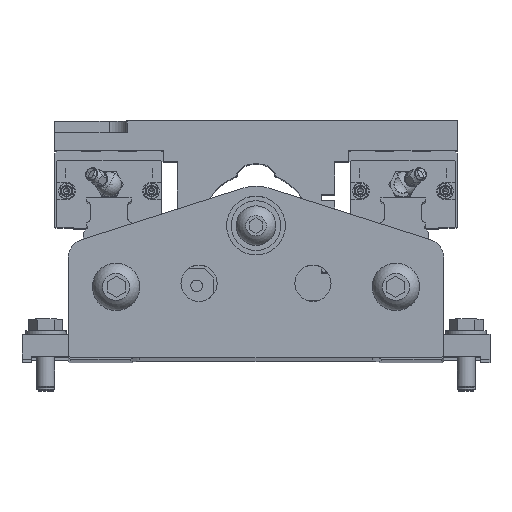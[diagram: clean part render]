
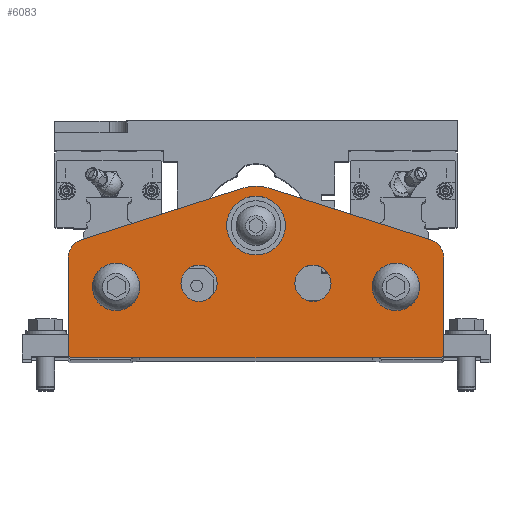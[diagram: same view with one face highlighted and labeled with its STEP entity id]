
A CAD part, top view. The second image highlights one B-rep face of the part: STEP entity #6083.
In plain terms, the highlighted planar face has unit normal (0, 0, 1).
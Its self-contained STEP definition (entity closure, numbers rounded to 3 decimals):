
#6083 = ADVANCED_FACE( '', ( #13088, #13089, #13090, #13091, #13092, #13093 ), #13094, .F. );
#13088 = FACE_BOUND( '', #20912, .T. );
#13089 = FACE_BOUND( '', #20913, .T. );
#13090 = FACE_BOUND( '', #20914, .T. );
#13091 = FACE_BOUND( '', #20915, .T. );
#13092 = FACE_OUTER_BOUND( '', #20916, .T. );
#13093 = FACE_BOUND( '', #20917, .T. );
#13094 = PLANE( '', #20918 );
#20912 = EDGE_LOOP( '', ( #38656 ) );
#20913 = EDGE_LOOP( '', ( #38657 ) );
#20914 = EDGE_LOOP( '', ( #38658 ) );
#20915 = EDGE_LOOP( '', ( #38659 ) );
#20916 = EDGE_LOOP( '', ( #38660, #38661, #38662, #38663, #38664, #38665, #38666, #38667, #38668, #38669 ) );
#20917 = EDGE_LOOP( '', ( #38670 ) );
#20918 = AXIS2_PLACEMENT_3D( '', #38671, #38672, #38673 );
#38656 = ORIENTED_EDGE( '', *, *, #50420, .F. );
#38657 = ORIENTED_EDGE( '', *, *, #51123, .T. );
#38658 = ORIENTED_EDGE( '', *, *, #45868, .F. );
#38659 = ORIENTED_EDGE( '', *, *, #48645, .T. );
#38660 = ORIENTED_EDGE( '', *, *, #49915, .F. );
#38661 = ORIENTED_EDGE( '', *, *, #49669, .T. );
#38662 = ORIENTED_EDGE( '', *, *, #49262, .F. );
#38663 = ORIENTED_EDGE( '', *, *, #51124, .T. );
#38664 = ORIENTED_EDGE( '', *, *, #44257, .F. );
#38665 = ORIENTED_EDGE( '', *, *, #50583, .F. );
#38666 = ORIENTED_EDGE( '', *, *, #50414, .F. );
#38667 = ORIENTED_EDGE( '', *, *, #47577, .F. );
#38668 = ORIENTED_EDGE( '', *, *, #51125, .F. );
#38669 = ORIENTED_EDGE( '', *, *, #48526, .F. );
#38670 = ORIENTED_EDGE( '', *, *, #51126, .F. );
#38671 = CARTESIAN_POINT( '', ( -75., 45., 513.25 ) );
#38672 = DIRECTION( '', ( 0., 0., -1. ) );
#38673 = DIRECTION( '', ( -0.304, 0.953, 0. ) );
#44257 = EDGE_CURVE( '', #52570, #52572, #52573, .T. );
#45868 = EDGE_CURVE( '', #55373, #55373, #55374, .T. );
#47577 = EDGE_CURVE( '', #58144, #58146, #58147, .T. );
#48526 = EDGE_CURVE( '', #59582, #59584, #59585, .T. );
#48645 = EDGE_CURVE( '', #59763, #59763, #59764, .T. );
#49262 = EDGE_CURVE( '', #60616, #60617, #60618, .T. );
#49669 = EDGE_CURVE( '', #61156, #60617, #61157, .F. );
#49915 = EDGE_CURVE( '', #61156, #59582, #61478, .T. );
#50414 = EDGE_CURVE( '', #58146, #62090, #62091, .T. );
#50420 = EDGE_CURVE( '', #62097, #62097, #62098, .F. );
#50583 = EDGE_CURVE( '', #62090, #52570, #62305, .T. );
#51123 = EDGE_CURVE( '', #62934, #62934, #62935, .T. );
#51124 = EDGE_CURVE( '', #60616, #52572, #62936, .F. );
#51125 = EDGE_CURVE( '', #59584, #58144, #62937, .T. );
#51126 = EDGE_CURVE( '', #62938, #62938, #62939, .F. );
#52570 = VERTEX_POINT( '', #64746 );
#52572 = VERTEX_POINT( '', #64749 );
#52573 = LINE( '', #64750, #64751 );
#55373 = VERTEX_POINT( '', #69152 );
#55374 = CIRCLE( '', #69153, 8. );
#58144 = VERTEX_POINT( '', #73693 );
#58146 = VERTEX_POINT( '', #73696 );
#58147 = CIRCLE( '', #73697, 17.5 );
#59582 = VERTEX_POINT( '', #76019 );
#59584 = VERTEX_POINT( '', #76022 );
#59585 = CIRCLE( '', #76023, 8. );
#59763 = VERTEX_POINT( '', #76311 );
#59764 = CIRCLE( '', #76312, 8. );
#60616 = VERTEX_POINT( '', #77817 );
#60617 = VERTEX_POINT( '', #77818 );
#60618 = LINE( '', #77819, #77820 );
#61156 = VERTEX_POINT( '', #78736 );
#61157 = CIRCLE( '', #78737, 1.5 );
#61478 = LINE( '', #79299, #79300 );
#62090 = VERTEX_POINT( '', #80223 );
#62091 = LINE( '', #80224, #80225 );
#62097 = VERTEX_POINT( '', #80232 );
#62098 = CIRCLE( '', #80233, 10.5 );
#62305 = CIRCLE( '', #80584, 8. );
#62934 = VERTEX_POINT( '', #81579 );
#62935 = CIRCLE( '', #81580, 13. );
#62936 = CIRCLE( '', #81581, 1.5 );
#62937 = LINE( '', #81582, #81583 );
#62938 = VERTEX_POINT( '', #81584 );
#62939 = CIRCLE( '', #81585, 10.5 );
#64746 = CARTESIAN_POINT( '', ( 83., 45., 513.25 ) );
#64749 = CARTESIAN_POINT( '', ( 83., 2., 513.25 ) );
#64750 = CARTESIAN_POINT( '', ( 83., 45., 513.25 ) );
#64751 = VECTOR( '', #83547, 1000. );
#69152 = CARTESIAN_POINT( '', ( -33.2, 33.5, 513.25 ) );
#69153 = AXIS2_PLACEMENT_3D( '', #85873, #85874, #85875 );
#73693 = CARTESIAN_POINT( '', ( -5.328, 75.669, 513.25 ) );
#73696 = CARTESIAN_POINT( '', ( 5.328, 75.669, 513.25 ) );
#73697 = AXIS2_PLACEMENT_3D( '', #88275, #88276, #88277 );
#76019 = CARTESIAN_POINT( '', ( -83., 45., 513.25 ) );
#76022 = CARTESIAN_POINT( '', ( -77.436, 52.62, 513.25 ) );
#76023 = AXIS2_PLACEMENT_3D( '', #89523, #89524, #89525 );
#76311 = CARTESIAN_POINT( '', ( 33.2, 33.5, 513.25 ) );
#76312 = AXIS2_PLACEMENT_3D( '', #89681, #89682, #89683 );
#77817 = CARTESIAN_POINT( '', ( 81.5, 0.5, 513.25 ) );
#77818 = CARTESIAN_POINT( '', ( -81.5, 0.5, 513.25 ) );
#77819 = CARTESIAN_POINT( '', ( 83., 0.5, 513.25 ) );
#77820 = VECTOR( '', #90411, 1000. );
#78736 = CARTESIAN_POINT( '', ( -83., 2., 513.25 ) );
#78737 = AXIS2_PLACEMENT_3D( '', #90881, #90882, #90883 );
#79299 = CARTESIAN_POINT( '', ( -83., 0.5, 513.25 ) );
#79300 = VECTOR( '', #91146, 1000. );
#80223 = CARTESIAN_POINT( '', ( 77.436, 52.62, 513.25 ) );
#80224 = CARTESIAN_POINT( '', ( 5.328, 75.669, 513.25 ) );
#80225 = VECTOR( '', #91707, 1000. );
#80232 = CARTESIAN_POINT( '', ( 51.4, 31.9, 513.25 ) );
#80233 = AXIS2_PLACEMENT_3D( '', #91715, #91716, #91717 );
#80584 = AXIS2_PLACEMENT_3D( '', #91885, #91886, #91887 );
#81579 = CARTESIAN_POINT( '', ( 13., 59., 513.25 ) );
#81580 = AXIS2_PLACEMENT_3D( '', #92404, #92405, #92406 );
#81581 = AXIS2_PLACEMENT_3D( '', #92407, #92408, #92409 );
#81582 = CARTESIAN_POINT( '', ( -77.436, 52.62, 513.25 ) );
#81583 = VECTOR( '', #92410, 1000. );
#81584 = CARTESIAN_POINT( '', ( -72.4, 31.9, 513.25 ) );
#81585 = AXIS2_PLACEMENT_3D( '', #92411, #92412, #92413 );
#83547 = DIRECTION( '', ( 0., -1., 0. ) );
#85873 = CARTESIAN_POINT( '', ( -25.2, 33.5, 513.25 ) );
#85874 = DIRECTION( '', ( 0., 0., 1. ) );
#85875 = DIRECTION( '', ( -1., 0., 0. ) );
#88275 = CARTESIAN_POINT( '', ( 0., 59., 513.25 ) );
#88276 = DIRECTION( '', ( 0., 0., -1. ) );
#88277 = DIRECTION( '', ( 1., 0., 0. ) );
#89523 = CARTESIAN_POINT( '', ( -75., 45., 513.25 ) );
#89524 = DIRECTION( '', ( 0., 0., -1. ) );
#89525 = DIRECTION( '', ( -1., 0., 0. ) );
#89681 = CARTESIAN_POINT( '', ( 25.2, 33.5, 513.25 ) );
#89682 = DIRECTION( '', ( 0., 0., -1. ) );
#89683 = DIRECTION( '', ( 1., 0., 0. ) );
#90411 = DIRECTION( '', ( -1., 0., 0. ) );
#90881 = CARTESIAN_POINT( '', ( -81.5, 2., 513.25 ) );
#90882 = DIRECTION( '', ( 0., 0., -1. ) );
#90883 = DIRECTION( '', ( -1., 0., 0. ) );
#91146 = DIRECTION( '', ( 0., 1., 0. ) );
#91707 = DIRECTION( '', ( 0.953, -0.304, 0. ) );
#91715 = CARTESIAN_POINT( '', ( 61.9, 31.9, 513.25 ) );
#91716 = DIRECTION( '', ( 0., 0., -1. ) );
#91717 = DIRECTION( '', ( -1., 0., 0. ) );
#91885 = CARTESIAN_POINT( '', ( 75., 45., 513.25 ) );
#91886 = DIRECTION( '', ( 0., 0., -1. ) );
#91887 = DIRECTION( '', ( 1., 0., 0. ) );
#92404 = CARTESIAN_POINT( '', ( 0., 59., 513.25 ) );
#92405 = DIRECTION( '', ( 0., 0., -1. ) );
#92406 = DIRECTION( '', ( 1., 0., 0. ) );
#92407 = CARTESIAN_POINT( '', ( 81.5, 2., 513.25 ) );
#92408 = DIRECTION( '', ( 0., 0., -1. ) );
#92409 = DIRECTION( '', ( -1., 0., 0. ) );
#92410 = DIRECTION( '', ( 0.953, 0.304, 0. ) );
#92411 = CARTESIAN_POINT( '', ( -61.9, 31.9, 513.25 ) );
#92412 = DIRECTION( '', ( 0., 0., -1. ) );
#92413 = DIRECTION( '', ( -1., 0., 0. ) );
